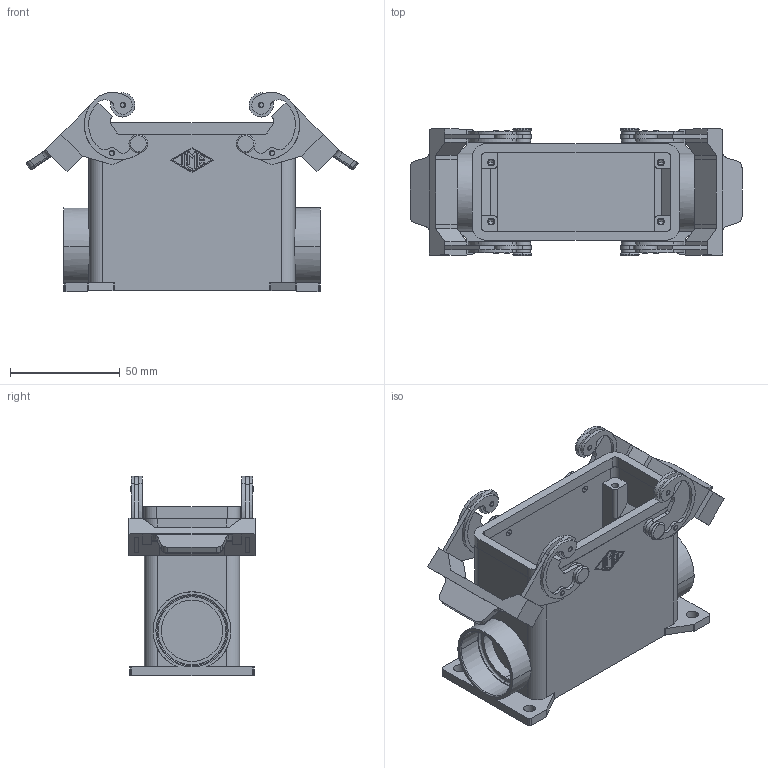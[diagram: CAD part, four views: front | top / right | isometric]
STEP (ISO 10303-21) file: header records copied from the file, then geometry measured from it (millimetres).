
FILE_DESCRIPTION((''),'2;1');
FILE_NAME('MAPS 16.32.stp','2006-12-21T18:18:53',('CADmaster'),(''),'Autodesk Inventor 7','Autodesk Inventor 7','');
FILE_SCHEMA(('AUTOMOTIVE_DESIGN { 1 0 10303 214 1 1 1 1 }'));
Length unit declared in the file: millimetre
Products named in the file (1): MAPS 16.32
Bounding box: 151.49 x 58 x 90.94 mm (x, y, z)
Volume: 121066.1 mm3; surface area: 70123.7 mm2
Topology: 1 solids, 5 shells, 753 faces, 2019 edges, 1320 vertices
Faces by surface type: bspline 317, cylinder 207, plane 193, torus 32, cone 4
Entity records: 28071 total; most frequent: CARTESIAN_POINT 9346, ORIENTED_EDGE 4030, DIRECTION 3863, EDGE_CURVE 2015, AXIS2_PLACEMENT_3D 1439, VERTEX_POINT 1320, VECTOR 985, LINE 985
